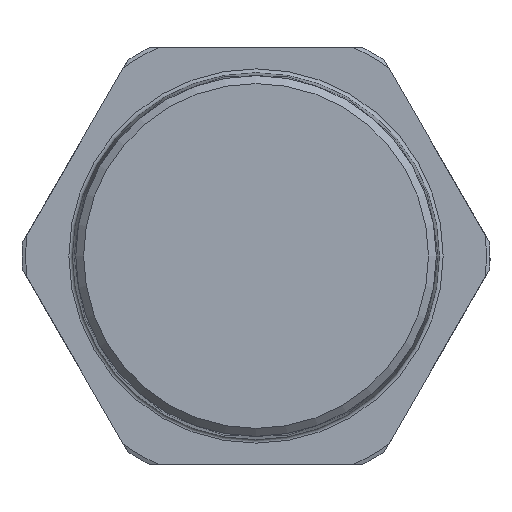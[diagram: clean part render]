
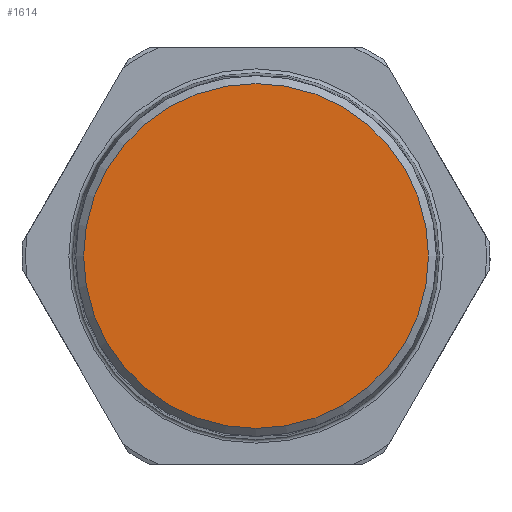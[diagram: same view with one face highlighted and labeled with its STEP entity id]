
A CAD part, left-side view. The second image highlights one B-rep face of the part: STEP entity #1614.
In plain terms, the highlighted planar face has unit normal (-1, 0, 0).
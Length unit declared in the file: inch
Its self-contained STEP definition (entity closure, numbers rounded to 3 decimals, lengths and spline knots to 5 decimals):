
#371=FACE_OUTER_BOUND('',#462,.T.);
#462=EDGE_LOOP('',(#1249));
#573=CIRCLE('',#1781,0.89352);
#719=VERTEX_POINT('',#2660);
#916=EDGE_CURVE('',#719,#719,#573,.T.);
#1249=ORIENTED_EDGE('',*,*,#916,.F.);
#1557=PLANE('',#1780);
#1614=ADVANCED_FACE('',(#371),#1557,.T.);
#1780=AXIS2_PLACEMENT_3D('',#2659,#2116,#2117);
#1781=AXIS2_PLACEMENT_3D('',#2661,#2118,#2119);
#2116=DIRECTION('center_axis',(-1.,0.,0.));
#2117=DIRECTION('ref_axis',(0.,0.,
-1.));
#2118=DIRECTION('center_axis',(1.,0.,0.));
#2119=DIRECTION('ref_axis',(0.,1.,0.));
#2659=CARTESIAN_POINT('Origin',(-1.85,-0.93289,0.));
#2660=CARTESIAN_POINT('',(-1.85,-0.89352,0.));
#2661=CARTESIAN_POINT('Origin',(-1.85,0.,0.));
